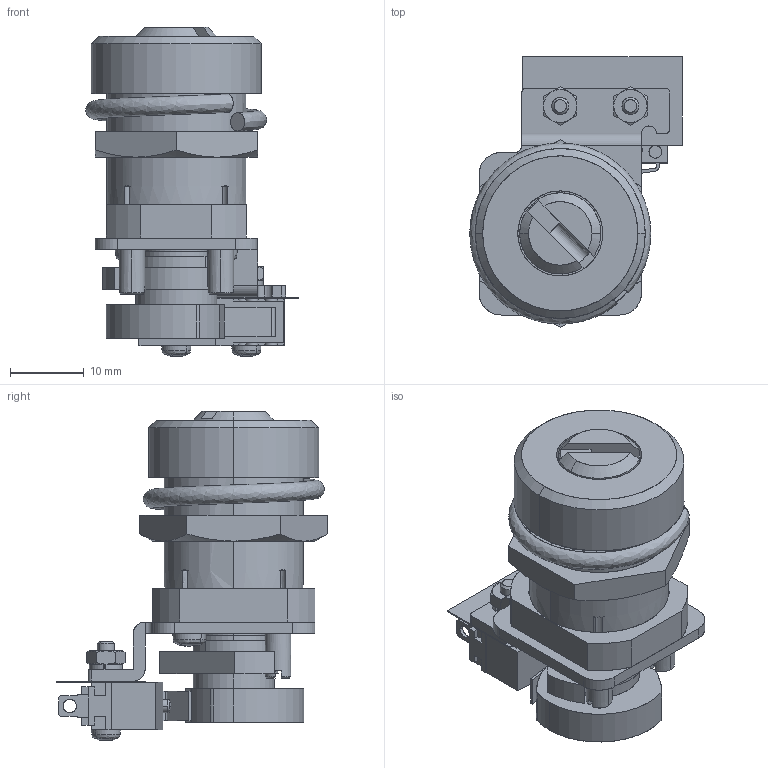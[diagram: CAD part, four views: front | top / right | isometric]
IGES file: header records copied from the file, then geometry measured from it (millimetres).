
Start section: SolidWorks IGES file using analytic representation for surfaces
Global section: file name: S-388-90-E-1.IGS,15; native system: HSolidWorks 2014; preprocessor: SolidWorks 2014; author: 1337yo; date: 190722.110654; units: millimetre
Bounding box: 28.75 x 36.7 x 44.54 mm (x, y, z)
Surface area: 13363.7 mm2 (no closed solid volume)
Topology: 0 solids, 0 shells, 635 faces, 7303 edges, 7292 vertices
Faces by surface type: bspline 368, revolution 267
